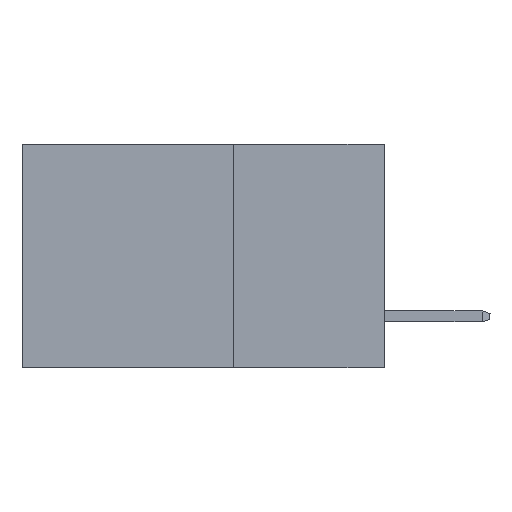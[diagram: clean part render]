
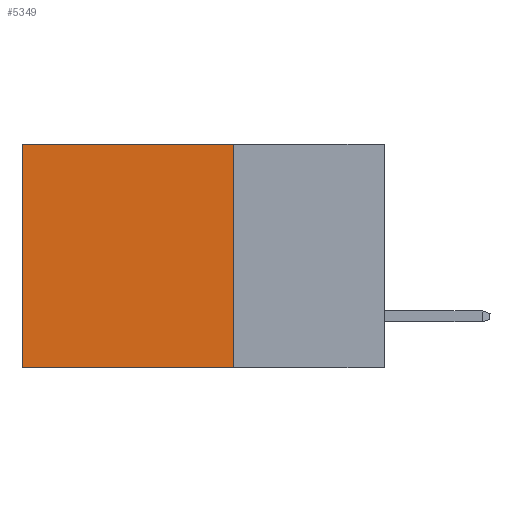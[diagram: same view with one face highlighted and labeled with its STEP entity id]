
A CAD part, left-side view. The second image highlights one B-rep face of the part: STEP entity #5349.
In plain terms, the highlighted planar face has unit normal (-1, 0, 0).
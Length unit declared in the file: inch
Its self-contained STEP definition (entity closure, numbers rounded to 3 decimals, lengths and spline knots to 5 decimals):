
#39 = CARTESIAN_POINT ( 'NONE',  ( 0.298, 0.6, 0. ) ) ;
#191 = DIRECTION ( 'NONE',  ( 0., 0., -1. ) ) ;
#365 = VERTEX_POINT ( 'NONE', #24628 ) ;
#1760 = DIRECTION ( 'NONE',  ( 1., 0., 0. ) ) ;
#2138 = LINE ( 'NONE', #8597, #9414 ) ;
#2262 = DIRECTION ( 'NONE',  ( 0., 0., -1. ) ) ;
#2534 = DIRECTION ( 'NONE',  ( 0., 1., 0. ) ) ;
#3089 = EDGE_LOOP ( 'NONE', ( #19287, #15511, #14346, #16360 ) ) ;
#3840 = AXIS2_PLACEMENT_3D ( 'NONE', #24995, #1760, #11532 ) ;
#3868 = PLANE ( 'NONE',  #3840 ) ;
#5349 = ADVANCED_FACE ( 'NONE', ( #8952 ), #3868, .F. ) ;
#6399 = LINE ( 'NONE', #39, #7904 ) ;
#7904 = VECTOR ( 'NONE', #2262, 39.37008 ) ;
#8597 = CARTESIAN_POINT ( 'NONE',  ( 0.298, 0.25, 0. ) ) ;
#8828 = EDGE_CURVE ( 'NONE', #365, #21062, #19252, .T. ) ;
#8952 = FACE_OUTER_BOUND ( 'NONE', #3089, .T. ) ;
#9198 = VERTEX_POINT ( 'NONE', #20093 ) ;
#9339 = LINE ( 'NONE', #19447, #16639 ) ;
#9414 = VECTOR ( 'NONE', #18243, 39.37008 ) ;
#11532 = DIRECTION ( 'NONE',  ( 0., 0., -1. ) ) ;
#11552 = EDGE_CURVE ( 'NONE', #9198, #19643, #2138, .T. ) ;
#14181 = CARTESIAN_POINT ( 'NONE',  ( 0.298, 0.25, -0.37 ) ) ;
#14346 = ORIENTED_EDGE ( 'NONE', *, *, #25161, .F. ) ;
#15511 = ORIENTED_EDGE ( 'NONE', *, *, #8828, .F. ) ;
#16360 = ORIENTED_EDGE ( 'NONE', *, *, #11552, .T. ) ;
#16639 = VECTOR ( 'NONE', #191, 39.37008 ) ;
#18243 = DIRECTION ( 'NONE',  ( 0., 1., 0. ) ) ;
#19252 = LINE ( 'NONE', #14181, #20458 ) ;
#19287 = ORIENTED_EDGE ( 'NONE', *, *, #23433, .T. ) ;
#19447 = CARTESIAN_POINT ( 'NONE',  ( 0.298, 0.25, 0. ) ) ;
#19643 = VERTEX_POINT ( 'NONE', #22907 ) ;
#20093 = CARTESIAN_POINT ( 'NONE',  ( 0.298, 0.25, 0. ) ) ;
#20407 = CARTESIAN_POINT ( 'NONE',  ( 0.298, 0.6, -0.37 ) ) ;
#20458 = VECTOR ( 'NONE', #2534, 39.37008 ) ;
#21062 = VERTEX_POINT ( 'NONE', #20407 ) ;
#22907 = CARTESIAN_POINT ( 'NONE',  ( 0.298, 0.6, 0. ) ) ;
#23433 = EDGE_CURVE ( 'NONE', #19643, #21062, #6399, .T. ) ;
#24628 = CARTESIAN_POINT ( 'NONE',  ( 0.298, 0.25, -0.37 ) ) ;
#24995 = CARTESIAN_POINT ( 'NONE',  ( 0.298, 0.25, 0. ) ) ;
#25161 = EDGE_CURVE ( 'NONE', #9198, #365, #9339, .T. ) ;
